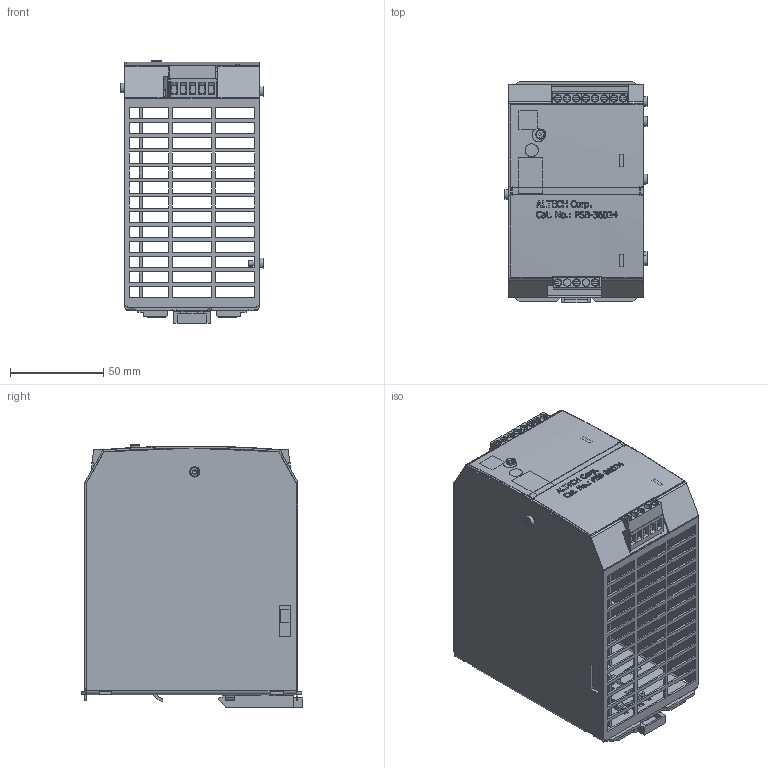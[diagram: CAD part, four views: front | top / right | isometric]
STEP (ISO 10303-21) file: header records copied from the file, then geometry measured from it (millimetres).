
FILE_DESCRIPTION((''),'2;1');
FILE_NAME('PSB-36024.stp','2014-08-08T15:14:39',('roland'),(''),'Autodesk Inventor 2013','Autodesk Inventor 2013','');
FILE_SCHEMA(('CONFIG_CONTROL_DESIGN'));
Length unit declared in the file: millimetre
Products named in the file (51): ALTECH-PSB-36024; Scatola FLEX280xx; FLEX280xx Fondo; FLEX280xx Coperchio; CS Flex280xxA Master; FLEX280xxA CS_MASTER; CS Flex280xxA In_Out; FLEX280xxA CS_IN_OUT; SAURO 3P p.10 msq03002; SAURO 3P p.5 msq03001; SAURO 2P p.5 msq02001; Perno Trimmer Piccolo; Solido1D; Solido2; Potenziometro CA9H2.5 Verticale; Solido1E; Solido3; Solido4; Solido4A; Solido4B; Solido5; Strip 1P_3; Solido1F; Solido2A; Solido2B; Solido2C; Jumper; Strip 2P_3; Solido1H; Solido3A; Solido3B; Solido3C; Solido3D; Solido3E; Solido3F; MGP.451.90MA5_Gancio Din; Screw GB_T 2171.1 M3 x 6; MSNE-4; FLEX28024A Etichetta; FLEX28024A Etichetta_1 ...
Assembly tree (57 placements, depth 5):
  ALTECH-PSB-36024
    Scatola FLEX280xx
      FLEX280xx Fondo
      FLEX280xx Coperchio
      CS Flex280xxA Master
        FLEX280xxA CS_MASTER
        CS Flex280xxA In_Out
          FLEX280xxA CS_IN_OUT
          SAURO 3P p.10 msq03002
          SAURO 3P p.5 msq03001  x2
          SAURO 2P p.5 msq02001
        Perno Trimmer Piccolo
          Solido1D
          Solido2
        Potenziometro CA9H2.5 Verticale
          Solido1E
          Solido3
          Solido4
          Solido4A
          Solido4B
          Solido5
        Strip 1P_3
          Solido1F
          Solido2A
          Solido2B
          Solido2C
        Jumper  x2
        Strip 2P_3
          Solido1H
          Solido3A
          Solido3B
          Solido3C
          Solido3D
          Solido3E
          Solido3F
      MGP.451.90MA5_Gancio Din
      Screw GB_T 2171.1 M3 x 6  x6
      MSNE-4
    FLEX28024A Etichetta
      FLEX28024A Etichetta_1
      FLEX28024A Etichetta_2
      FLEX28024A Etichetta_3
      FLEX28024A Etichetta_4
      FLEX28024A Etichetta_5
      FLEX28024A Etichetta_6
      FLEX28024A Etichetta_7
      FLEX28024A Etichetta_8
      FLEX28024A Etichetta_9
      FLEX28024A Etichetta_10
      FLEX28024A Etichetta_11
      FLEX28024A Etichetta_12
Bounding box: 76.8 x 118.65 x 140.55 mm (x, y, z)
Volume: 115615.2 mm3; surface area: 176829.5 mm2
Topology: 49 solids, 49 shells, 2759 faces, 7334 edges, 4808 vertices
Faces by surface type: plane 2093, cylinder 398, bspline 198, torus 40, cone 26, sphere 4
Full cylindrical faces by diameter (mm): 1 x64, 1.4 x11, 1.52 x4, 2 x4, 2.15 x1, 2.675 x6, 2.8 x2, 3 x6, 3.3 x6, 3.5 x1, 3.85 x11, 4 x13, 5 x5, 6.7 x1, 9 x1
Entity records: 82600 total; most frequent: CARTESIAN_POINT 21468, ORIENTED_EDGE 12540, DIRECTION 11231, EDGE_CURVE 6270, VECTOR 4885, LINE 4885, VERTEX_POINT 4170, AXIS2_PLACEMENT_3D 3173
